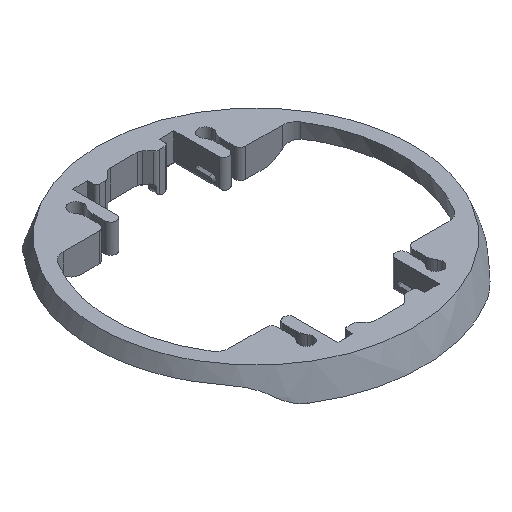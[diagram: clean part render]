
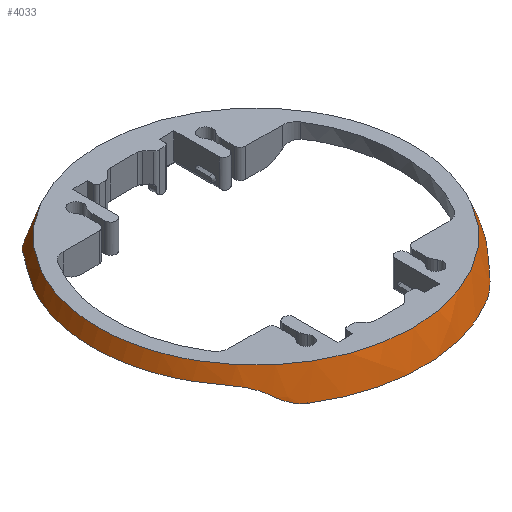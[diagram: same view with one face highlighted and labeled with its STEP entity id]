
A CAD part, isometric view. The second image highlights one B-rep face of the part: STEP entity #4033.
In plain terms, the highlighted spherical face has radius 60 mm.
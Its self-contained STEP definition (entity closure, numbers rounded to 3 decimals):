
#35=SPHERICAL_SURFACE('',#4415,60.);
#81=FACE_BOUND('',#478,.T.);
#232=FACE_OUTER_BOUND('',#477,.T.);
#477=EDGE_LOOP('',(#3048,#3049,#3050,#3051,#3052,#3053,#3054,#3055,#3056,
#3057,#3058,#3059));
#478=EDGE_LOOP('',(#3060));
#653=CIRCLE('',#4232,54.77);
#716=CIRCLE('',#4312,58.222);
#736=CIRCLE('',#4337,58.222);
#746=CIRCLE('',#4350,56.743);
#765=CIRCLE('',#4388,56.743);
#1560=B_SPLINE_CURVE_WITH_KNOTS('',3,(#6750,#6751,#6752,#6753,#6754,#6755,
#6756,#6757,#6758),.UNSPECIFIED.,.F.,.F.,(4,2,3,4),(-0.464,
-0.445,0.,0.419),.UNSPECIFIED.);
#1561=B_SPLINE_CURVE_WITH_KNOTS('',3,(#6763,#6764,#6765,#6766,#6767,#6768),
 .UNSPECIFIED.,.F.,.F.,(4,2,4),(2.725,3.148,3.748),
 .UNSPECIFIED.);
#1564=B_SPLINE_CURVE_WITH_KNOTS('',3,(#6792,#6793,#6794,#6795,#6796,#6797,
#6798),.UNSPECIFIED.,.F.,.F.,(4,3,4),(-0.582,0.,0.45),
 .UNSPECIFIED.);
#1567=B_SPLINE_CURVE_WITH_KNOTS('',3,(#6823,#6824,#6825,#6826,#6827,#6828),
 .UNSPECIFIED.,.F.,.F.,(4,2,4),(2.759,3.159,3.637),
 .UNSPECIFIED.);
#1568=B_SPLINE_CURVE_WITH_KNOTS('',3,(#6832,#6833,#6834,#6835,#6836,#6837,
#6838),.UNSPECIFIED.,.F.,.F.,(4,3,4),(-0.582,0.,0.448),
 .UNSPECIFIED.);
#1569=B_SPLINE_CURVE_WITH_KNOTS('',3,(#6839,#6840,#6841,#6842,#6843,#6844),
 .UNSPECIFIED.,.F.,.F.,(4,2,4),(2.759,3.159,3.637),
 .UNSPECIFIED.);
#1570=B_SPLINE_CURVE_WITH_KNOTS('',3,(#6846,#6847,#6848,#6849,#6850,#6851),
 .UNSPECIFIED.,.F.,.F.,(4,2,4),(3.524,4.003,4.403),
 .UNSPECIFIED.);
#1571=B_SPLINE_CURVE_WITH_KNOTS('',3,(#6852,#6853,#6854,#6855,#6856,#6857,
#6858),.UNSPECIFIED.,.F.,.F.,(4,3,4),(-0.448,0.,0.582),
 .UNSPECIFIED.);
#1611=VERTEX_POINT('',#5976);
#1745=VERTEX_POINT('',#6433);
#1746=VERTEX_POINT('',#6435);
#1786=VERTEX_POINT('',#6566);
#1787=VERTEX_POINT('',#6568);
#1803=VERTEX_POINT('',#6619);
#1804=VERTEX_POINT('',#6620);
#1833=VERTEX_POINT('',#6713);
#1834=VERTEX_POINT('',#6715);
#1841=VERTEX_POINT('',#6749);
#1845=VERTEX_POINT('',#6791);
#1849=VERTEX_POINT('',#6831);
#1850=VERTEX_POINT('',#6845);
#2015=EDGE_CURVE('',#1611,#1611,#653,.T.);
#2168=EDGE_CURVE('',#1746,#1745,#716,.T.);
#2217=EDGE_CURVE('',#1787,#1786,#736,.T.);
#2236=EDGE_CURVE('',#1803,#1804,#746,.T.);
#2282=EDGE_CURVE('',#1834,#1833,#765,.T.);
#2296=EDGE_CURVE('',#1745,#1841,#1560,.T.);
#2299=EDGE_CURVE('',#1841,#1834,#1561,.T.);
#2303=EDGE_CURVE('',#1833,#1845,#1564,.T.);
#2308=EDGE_CURVE('',#1845,#1787,#1567,.T.);
#2310=EDGE_CURVE('',#1804,#1849,#1568,.T.);
#2311=EDGE_CURVE('',#1849,#1746,#1569,.T.);
#2312=EDGE_CURVE('',#1786,#1850,#1570,.T.);
#2313=EDGE_CURVE('',#1850,#1803,#1571,.T.);
#3048=ORIENTED_EDGE('',*,*,#2310,.T.);
#3049=ORIENTED_EDGE('',*,*,#2311,.T.);
#3050=ORIENTED_EDGE('',*,*,#2168,.T.);
#3051=ORIENTED_EDGE('',*,*,#2296,.T.);
#3052=ORIENTED_EDGE('',*,*,#2299,.T.);
#3053=ORIENTED_EDGE('',*,*,#2282,.T.);
#3054=ORIENTED_EDGE('',*,*,#2303,.T.);
#3055=ORIENTED_EDGE('',*,*,#2308,.T.);
#3056=ORIENTED_EDGE('',*,*,#2217,.T.);
#3057=ORIENTED_EDGE('',*,*,#2312,.T.);
#3058=ORIENTED_EDGE('',*,*,#2313,.T.);
#3059=ORIENTED_EDGE('',*,*,#2236,.T.);
#3060=ORIENTED_EDGE('',*,*,#2015,.T.);
#4033=ADVANCED_FACE('',(#232,#81),#35,.T.);
#4232=AXIS2_PLACEMENT_3D('',#5977,#4707,#4708);
#4312=AXIS2_PLACEMENT_3D('',#6436,#4945,#4946);
#4337=AXIS2_PLACEMENT_3D('',#6569,#5018,#5019);
#4350=AXIS2_PLACEMENT_3D('',#6621,#5052,#5053);
#4388=AXIS2_PLACEMENT_3D('',#6716,#5155,#5156);
#4415=AXIS2_PLACEMENT_3D('',#6830,#5218,#5219);
#4707=DIRECTION('center_axis',(0.,0.,
-1.));
#4708=DIRECTION('ref_axis',(0.,1.,0.));
#4945=DIRECTION('center_axis',(0.,0.,
1.));
#4946=DIRECTION('ref_axis',(0.,-1.,0.));
#5018=DIRECTION('center_axis',(0.,0.,
1.));
#5019=DIRECTION('ref_axis',(0.,-1.,0.));
#5052=DIRECTION('center_axis',(0.,0.,
1.));
#5053=DIRECTION('ref_axis',(0.,-1.,0.));
#5155=DIRECTION('center_axis',(0.,0.,
1.));
#5156=DIRECTION('ref_axis',(0.,-1.,0.));
#5218=DIRECTION('center_axis',(1.,0.,0.));
#5219=DIRECTION('ref_axis',(0.,-1.,0.));
#5976=CARTESIAN_POINT('',(0.,-14.77,33.862));
#5977=CARTESIAN_POINT('Origin',(0.,40.,33.862));
#6433=CARTESIAN_POINT('',(-31.038,89.258,23.862));
#6435=CARTESIAN_POINT('',(31.094,89.223,23.862));
#6436=CARTESIAN_POINT('Origin',(0.,40.,23.862));
#6566=CARTESIAN_POINT('',(31.094,-9.223,23.862));
#6568=CARTESIAN_POINT('',(-31.094,-9.223,23.862));
#6569=CARTESIAN_POINT('Origin',(0.,40.,23.862));
#6619=CARTESIAN_POINT('',(44.323,4.57,28.862));
#6620=CARTESIAN_POINT('',(44.323,75.43,28.862));
#6621=CARTESIAN_POINT('Origin',(0.,40.,28.862));
#6713=CARTESIAN_POINT('',(-44.323,4.57,28.862));
#6715=CARTESIAN_POINT('',(-44.267,75.499,28.862));
#6716=CARTESIAN_POINT('Origin',(0.,40.,28.862));
#6749=CARTESIAN_POINT('',(-37.653,83.512,26.362));
#6750=CARTESIAN_POINT('Ctrl Pts',(-31.038,89.258,23.862));
#6751=CARTESIAN_POINT('Ctrl Pts',(-31.098,89.221,23.862));
#6752=CARTESIAN_POINT('Ctrl Pts',(-31.157,89.183,23.863));
#6753=CARTESIAN_POINT('Ctrl Pts',(-32.544,88.295,23.887));
#6754=CARTESIAN_POINT('Ctrl Pts',(-33.807,87.324,24.185));
#6755=CARTESIAN_POINT('Ctrl Pts',(-34.865,86.384,24.623));
#6756=CARTESIAN_POINT('Ctrl Pts',(-35.863,85.498,25.037));
#6757=CARTESIAN_POINT('Ctrl Pts',(-36.821,84.518,25.628));
#6758=CARTESIAN_POINT('Ctrl Pts',(-37.653,83.512,26.362));
#6763=CARTESIAN_POINT('Ctrl Pts',(-37.653,83.512,26.362));
#6764=CARTESIAN_POINT('Ctrl Pts',(-38.462,82.533,27.075));
#6765=CARTESIAN_POINT('Ctrl Pts',(-39.368,81.453,27.639));
#6766=CARTESIAN_POINT('Ctrl Pts',(-41.631,78.74,28.616));
#6767=CARTESIAN_POINT('Ctrl Pts',(-43.015,77.06,28.862));
#6768=CARTESIAN_POINT('Ctrl Pts',(-44.267,75.499,28.862));
#6791=CARTESIAN_POINT('',(-37.708,-3.464,26.362));
#6792=CARTESIAN_POINT('Ctrl Pts',(-44.323,4.57,28.862));
#6793=CARTESIAN_POINT('Ctrl Pts',(-43.015,2.935,28.862));
#6794=CARTESIAN_POINT('Ctrl Pts',(-41.694,1.33,28.597));
#6795=CARTESIAN_POINT('Ctrl Pts',(-40.496,-0.112,
28.101));
#6796=CARTESIAN_POINT('Ctrl Pts',(-39.568,-1.227,27.717));
#6797=CARTESIAN_POINT('Ctrl Pts',(-38.595,-2.388,27.144));
#6798=CARTESIAN_POINT('Ctrl Pts',(-37.708,-3.464,26.362));
#6823=CARTESIAN_POINT('Ctrl Pts',(-37.708,-3.464,26.362));
#6824=CARTESIAN_POINT('Ctrl Pts',(-36.95,-4.383,25.693));
#6825=CARTESIAN_POINT('Ctrl Pts',(-36.036,-5.342,25.098));
#6826=CARTESIAN_POINT('Ctrl Pts',(-33.805,-7.345,24.146));
#6827=CARTESIAN_POINT('Ctrl Pts',(-32.442,-8.371,23.862));
#6828=CARTESIAN_POINT('Ctrl Pts',(-31.094,-9.223,23.862));
#6830=CARTESIAN_POINT('Origin',(0.,40.,9.362));
#6831=CARTESIAN_POINT('',(37.708,83.464,26.362));
#6832=CARTESIAN_POINT('Ctrl Pts',(44.323,75.43,28.862));
#6833=CARTESIAN_POINT('Ctrl Pts',(43.015,77.065,28.862));
#6834=CARTESIAN_POINT('Ctrl Pts',(41.694,78.67,28.597));
#6835=CARTESIAN_POINT('Ctrl Pts',(40.496,80.112,28.101));
#6836=CARTESIAN_POINT('Ctrl Pts',(39.572,81.223,27.718));
#6837=CARTESIAN_POINT('Ctrl Pts',(38.596,82.387,27.145));
#6838=CARTESIAN_POINT('Ctrl Pts',(37.708,83.464,26.362));
#6839=CARTESIAN_POINT('Ctrl Pts',(37.708,83.464,26.362));
#6840=CARTESIAN_POINT('Ctrl Pts',(36.95,84.383,25.693));
#6841=CARTESIAN_POINT('Ctrl Pts',(36.036,85.342,25.098));
#6842=CARTESIAN_POINT('Ctrl Pts',(33.805,87.345,24.146));
#6843=CARTESIAN_POINT('Ctrl Pts',(32.442,88.371,23.862));
#6844=CARTESIAN_POINT('Ctrl Pts',(31.094,89.223,23.862));
#6845=CARTESIAN_POINT('',(37.708,-3.464,26.362));
#6846=CARTESIAN_POINT('Ctrl Pts',(31.094,-9.223,23.862));
#6847=CARTESIAN_POINT('Ctrl Pts',(32.442,-8.371,23.862));
#6848=CARTESIAN_POINT('Ctrl Pts',(33.805,-7.345,24.146));
#6849=CARTESIAN_POINT('Ctrl Pts',(36.036,-5.342,25.098));
#6850=CARTESIAN_POINT('Ctrl Pts',(36.95,-4.383,25.693));
#6851=CARTESIAN_POINT('Ctrl Pts',(37.708,-3.464,26.362));
#6852=CARTESIAN_POINT('Ctrl Pts',(37.708,-3.464,26.362));
#6853=CARTESIAN_POINT('Ctrl Pts',(38.596,-2.387,27.145));
#6854=CARTESIAN_POINT('Ctrl Pts',(39.572,-1.223,27.718));
#6855=CARTESIAN_POINT('Ctrl Pts',(40.496,-0.112,28.101));
#6856=CARTESIAN_POINT('Ctrl Pts',(41.694,1.33,28.597));
#6857=CARTESIAN_POINT('Ctrl Pts',(43.015,2.935,28.862));
#6858=CARTESIAN_POINT('Ctrl Pts',(44.323,4.57,28.862));
